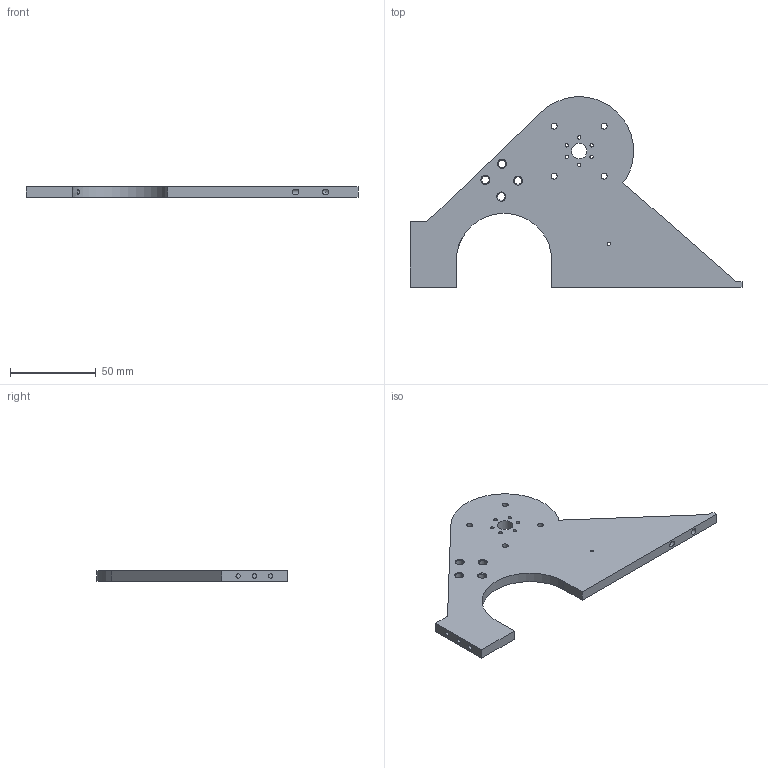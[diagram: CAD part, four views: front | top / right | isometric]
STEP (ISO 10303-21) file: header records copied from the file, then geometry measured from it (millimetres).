
FILE_DESCRIPTION(/* description */ (''),/* implementation_level */ '2;1');
FILE_NAME(/* name */ 'Support_arme v28.step',/* time_stamp */ '2022-02-10T15:08:34+01:00',/* author */ (''),/* organization */ (''),/* preprocessor_version */ 'ST-DEVELOPER v18.1',/* originating_system */ 'Autodesk Translation Framework v10.13.0.1454',/* authorisation */ '');
FILE_SCHEMA (('AUTOMOTIVE_DESIGN { 1 0 10303 214 3 1 1 }'));
Length unit declared in the file: millimetre
Products named in the file (1): Support_arme
Bounding box: 193.8 x 111.02 x 6 mm (x, y, z)
Volume: 59891.5 mm3; surface area: 26839.7 mm2
Topology: 1 solids, 5 shells, 55 faces, 138 edges, 90 vertices
Faces by surface type: cylinder 27, plane 18, cone 9, bspline 1
Full cylindrical faces by diameter (mm): 2 x7, 2.5 x3, 3.454 x10, 4.496 x4, 9 x1
Entity records: 1861 total; most frequent: CARTESIAN_POINT 364, DIRECTION 298, ORIENTED_EDGE 266, EDGE_CURVE 133, AXIS2_PLACEMENT_3D 114, EDGE_LOOP 95, VERTEX_POINT 90, LINE 70
